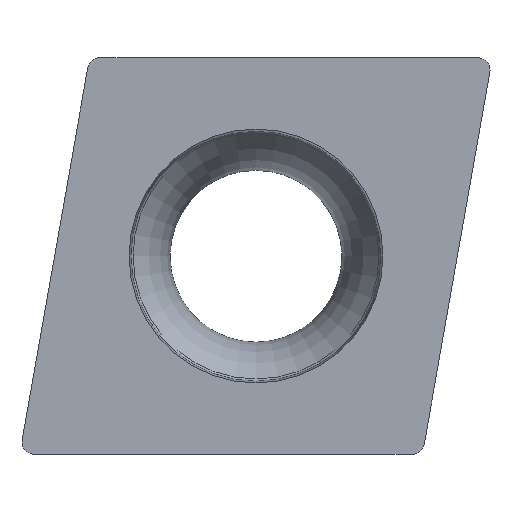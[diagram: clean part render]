
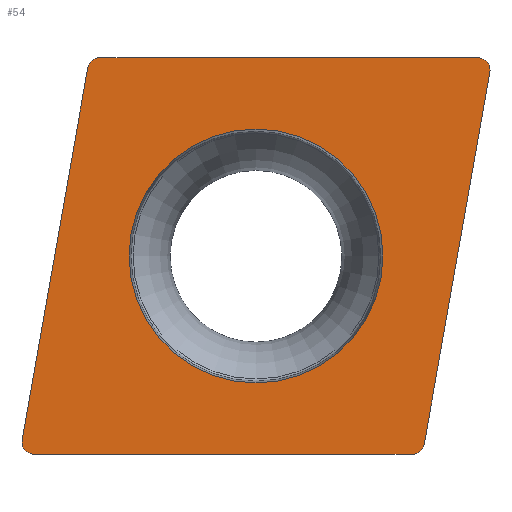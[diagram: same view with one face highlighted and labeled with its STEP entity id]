
A CAD part, top view. The second image highlights one B-rep face of the part: STEP entity #54.
In plain terms, the highlighted planar face has unit normal (0, 0, 1).
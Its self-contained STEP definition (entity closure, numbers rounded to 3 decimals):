
#54=ADVANCED_FACE('',(#111,#112),#68,.T.);
#68=PLANE('',#299);
#73=LINE('',#453,#93);
#80=LINE('',#467,#100);
#84=LINE('',#475,#104);
#87=LINE('',#481,#107);
#93=VECTOR('',#325,1.0);
#100=VECTOR('',#334,1.0);
#104=VECTOR('',#340,1.0);
#107=VECTOR('',#345,1.0);
#111=FACE_BOUND('',#127,.T.);
#112=FACE_BOUND('',#128,.T.);
#127=EDGE_LOOP('',(#170));
#128=EDGE_LOOP('',(#171,#172,#173,#174,#175,#176,#177,#178));
#170=ORIENTED_EDGE('',*,*,#241,.F.);
#171=ORIENTED_EDGE('',*,*,#239,.T.);
#172=ORIENTED_EDGE('',*,*,#242,.T.);
#173=ORIENTED_EDGE('',*,*,#225,.T.);
#174=ORIENTED_EDGE('',*,*,#243,.T.);
#175=ORIENTED_EDGE('',*,*,#232,.T.);
#176=ORIENTED_EDGE('',*,*,#244,.T.);
#177=ORIENTED_EDGE('',*,*,#236,.T.);
#178=ORIENTED_EDGE('',*,*,#245,.T.);
#204=VERTEX_POINT('',#454);
#205=VERTEX_POINT('',#455);
#209=VERTEX_POINT('',#466);
#210=VERTEX_POINT('',#468);
#212=VERTEX_POINT('',#474);
#213=VERTEX_POINT('',#476);
#214=VERTEX_POINT('',#480);
#215=VERTEX_POINT('',#482);
#216=VERTEX_POINT('',#486);
#225=EDGE_CURVE('',#204,#205,#73,.T.);
#232=EDGE_CURVE('',#210,#209,#80,.T.);
#236=EDGE_CURVE('',#213,#212,#84,.T.);
#239=EDGE_CURVE('',#215,#214,#87,.T.);
#241=EDGE_CURVE('',#216,#216,#250,.T.);
#242=EDGE_CURVE('',#214,#204,#251,.T.);
#243=EDGE_CURVE('',#205,#210,#252,.T.);
#244=EDGE_CURVE('',#209,#213,#253,.T.);
#245=EDGE_CURVE('',#212,#215,#254,.T.);
#250=CIRCLE('',#294,4.063);
#251=CIRCLE('',#295,0.397);
#252=CIRCLE('',#296,0.397);
#253=CIRCLE('',#297,0.397);
#254=CIRCLE('',#298,0.397);
#294=AXIS2_PLACEMENT_3D('',#485,#349,#350);
#295=AXIS2_PLACEMENT_3D('',#487,#351,#352);
#296=AXIS2_PLACEMENT_3D('',#488,#353,#354);
#297=AXIS2_PLACEMENT_3D('',#489,#355,#356);
#298=AXIS2_PLACEMENT_3D('',#490,#357,#358);
#299=AXIS2_PLACEMENT_3D('',#491,#359,#360);
#325=DIRECTION('',(-1.0,0.,0.));
#334=DIRECTION('',(-0.174,-0.985,0.));
#340=DIRECTION('',(1.0,0.,0.));
#345=DIRECTION('',(0.174,0.985,0.));
#349=DIRECTION('',(0.0,0.0,1.0));
#350=DIRECTION('',(-0.766,-0.643,0.0));
#351=DIRECTION('',(0.,0.,1.0));
#352=DIRECTION('',(-0.643,0.766,0.));
#353=DIRECTION('',(0.,0.,1.0));
#354=DIRECTION('',(-0.643,0.766,0.));
#355=DIRECTION('',(0.,0.,1.0));
#356=DIRECTION('',(-0.643,0.766,0.));
#357=DIRECTION('',(0.,0.,1.0));
#358=DIRECTION('',(-0.643,0.766,0.));
#359=DIRECTION('',(0.,0.,1.0));
#360=DIRECTION('',(-0.643,0.766,0.));
#453=CARTESIAN_POINT('',(7.568,12.7,0.));
#454=CARTESIAN_POINT('',(14.662,12.7,0.));
#455=CARTESIAN_POINT('',(2.572,12.7,0.));
#466=CARTESIAN_POINT('',(0.082,0.466,0.));
#467=CARTESIAN_POINT('',(1.314,7.453,0.));
#468=CARTESIAN_POINT('',(2.182,12.372,0.));
#474=CARTESIAN_POINT('',(12.563,0.,0.));
#475=CARTESIAN_POINT('',(7.568,0.,0.));
#476=CARTESIAN_POINT('',(0.473,0.,0.));
#480=CARTESIAN_POINT('',(15.053,12.234,0.));
#481=CARTESIAN_POINT('',(13.821,5.247,0.));
#482=CARTESIAN_POINT('',(12.954,0.328,0.));
#485=CARTESIAN_POINT('',(7.568,6.35,0.));
#486=CARTESIAN_POINT('',(4.455,3.738,0.));
#487=CARTESIAN_POINT('',(14.662,12.303,0.));
#488=CARTESIAN_POINT('',(2.572,12.303,0.));
#489=CARTESIAN_POINT('',(0.473,0.397,0.));
#490=CARTESIAN_POINT('',(12.563,0.397,0.));
#491=CARTESIAN_POINT('',(7.568,6.35,0.));
